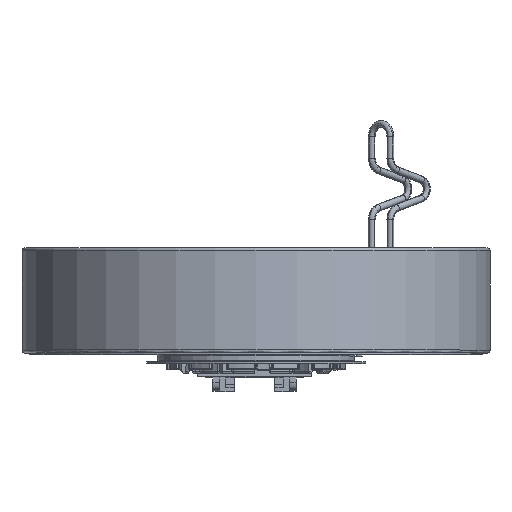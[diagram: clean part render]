
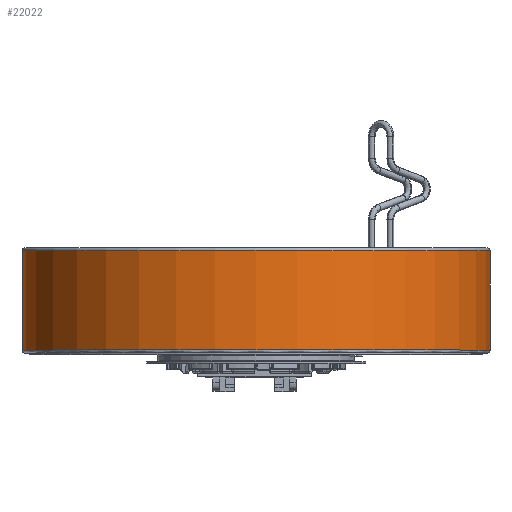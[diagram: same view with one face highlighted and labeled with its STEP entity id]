
A CAD part, top view. The second image highlights one B-rep face of the part: STEP entity #22022.
In plain terms, the highlighted cylindrical face has radius 40.64 mm (diameter 81.28 mm), a partial arc.
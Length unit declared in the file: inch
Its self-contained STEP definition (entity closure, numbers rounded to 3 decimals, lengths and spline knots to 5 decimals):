
#162=CARTESIAN_POINT('',(0.,0.699,0.));
#163=DIRECTION('',(0.,-1.,0.));
#164=DIRECTION('',(1.,0.,0.));
#165=AXIS2_PLACEMENT_3D('',#162,#163,#164);
#167=DIRECTION('',(0.,1.,0.));
#168=VECTOR('',#167,0.679);
#169=CARTESIAN_POINT('',(1.6,0.02,0.));
#170=LINE('',#169,#168);
#171=DIRECTION('',(0.,-1.,0.));
#172=VECTOR('',#171,0.679);
#173=CARTESIAN_POINT('',(-1.6,0.699,0.));
#174=LINE('',#173,#172);
#190=CARTESIAN_POINT('',(0.,0.02,0.));
#191=DIRECTION('',(0.,1.,0.));
#192=DIRECTION('',(-1.,0.,0.));
#193=AXIS2_PLACEMENT_3D('',#190,#191,#192);
#18412=CARTESIAN_POINT('',(-1.6,0.02,0.));
#18414=VERTEX_POINT('',#18412);
#18415=CARTESIAN_POINT('',(1.6,0.02,0.));
#18416=VERTEX_POINT('',#18415);
#18535=CARTESIAN_POINT('',(1.6,0.699,0.));
#18537=VERTEX_POINT('',#18535);
#18539=CARTESIAN_POINT('',(-1.6,0.699,0.));
#18541=VERTEX_POINT('',#18539);
#22008=CARTESIAN_POINT('',(0.,0.78945,0.));
#22009=DIRECTION('',(0.,-1.,0.));
#22010=DIRECTION('',(-1.,0.,0.));
#22011=AXIS2_PLACEMENT_3D('',#22008,#22009,#22010);
#22012=CYLINDRICAL_SURFACE('',#22011,1.6);
#22014=ORIENTED_EDGE('',*,*,#22013,.F.);
#22015=ORIENTED_EDGE('',*,*,#22001,.F.);
#22017=ORIENTED_EDGE('',*,*,#22016,.F.);
#22019=ORIENTED_EDGE('',*,*,#22018,.F.);
#22020=EDGE_LOOP('',(#22014,#22015,#22017,#22019));
#22021=FACE_OUTER_BOUND('',#22020,.F.);
#22022=ADVANCED_FACE('',(#22021),#22012,.T.);
#166=CIRCLE('',#165,1.6);
#194=CIRCLE('',#193,1.6);
#22001=EDGE_CURVE('',#18537,#18541,#166,.T.);
#22013=EDGE_CURVE('',#18541,#18414,#174,.T.);
#22016=EDGE_CURVE('',#18416,#18537,#170,.T.);
#22018=EDGE_CURVE('',#18414,#18416,#194,.T.);
